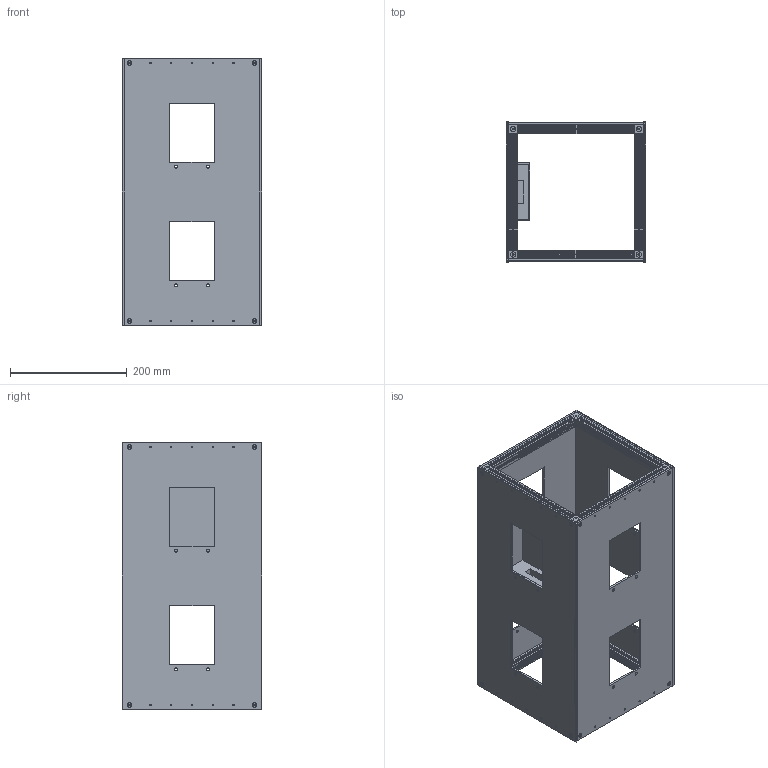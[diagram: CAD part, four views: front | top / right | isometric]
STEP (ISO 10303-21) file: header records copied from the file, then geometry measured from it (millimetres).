
FILE_DESCRIPTION(/* description */ (''),/* implementation_level */ '2;1');
FILE_NAME(/* name */ 'RBE 2002 Field Building.step',/* time_stamp */ '2018-09-09T17:59:04-04:00',/* author */ ('Xaveagle'),/* organization */ (''),/* preprocessor_version */ 'ST-DEVELOPER v17.2',/* originating_system */ 'Autodesk Translation Framework v7.6.0.251',/* authorisation */ '');
FILE_SCHEMA (('AUTOMOTIVE_DESIGN { 1 0 10303 214 3 1 1 }'));
Products named in the file (20): RBE 2002 Field Building; MakerBeamXL 200mm v1 v2; Corner Cube v1; Corner Cube v1 (1); MakerBeamXL 200mm v1 v2 (1); MakerBeamXL 200mm v1 v2 (2); Corner Cube v1 (2); Corner Cube v1 (3); MakerBeamXL 200mm v1 v2 (3); MakerBeamXL 200mm v1 v2 (4); MakerBeamXL 200mm v1 v2 (5); Corner Cube v1 (4); Corner Cube v1 (5); Corner Cube v1 (6); Corner Cube v1 (7); MakerBeamXL 200mm v1 v2 (6); MakerBeamXL 200mm v1 v2 (7); Building Wall 2; Zippo Holder v4; Building Wall 1
Assembly tree (23 placements, depth 2):
  RBE 2002 Field Building
    MakerBeamXL 200mm v1 v2
    Corner Cube v1
    Corner Cube v1 (1)
    MakerBeamXL 200mm v1 v2 (1)
    MakerBeamXL 200mm v1 v2 (2)
    Corner Cube v1 (2)
    Corner Cube v1 (3)
    MakerBeamXL 200mm v1 v2 (3)
    Building Wall 1  x4
    MakerBeamXL 200mm v1 v2 (4)
    MakerBeamXL 200mm v1 v2 (5)
    Corner Cube v1 (4)
    Corner Cube v1 (5)
    Corner Cube v1 (6)
    Corner Cube v1 (7)
    MakerBeamXL 200mm v1 v2 (6)
    MakerBeamXL 200mm v1 v2 (7)
    Building Wall 2  x2
    Zippo Holder v4
Bounding box: 239.53 x 239.53 x 457.2 mm (x, y, z)
Volume: 2335003.8 mm3; surface area: 1461136.8 mm2
Topology: 23 solids, 23 shells, 1843 faces, 5494 edges, 3692 vertices
Faces by surface type: cylinder 1206, plane 605, cone 32
Full cylindrical faces by diameter (mm): 3 x84, 5 x24, 6.5 x2, 7.5 x24, 9 x48
Entity records: 60569 total; most frequent: DIRECTION 11038, CARTESIAN_POINT 10792, ORIENTED_EDGE 10268, EDGE_CURVE 5134, AXIS2_PLACEMENT_3D 4210, VERTEX_POINT 3452, LINE 2618, VECTOR 2618
